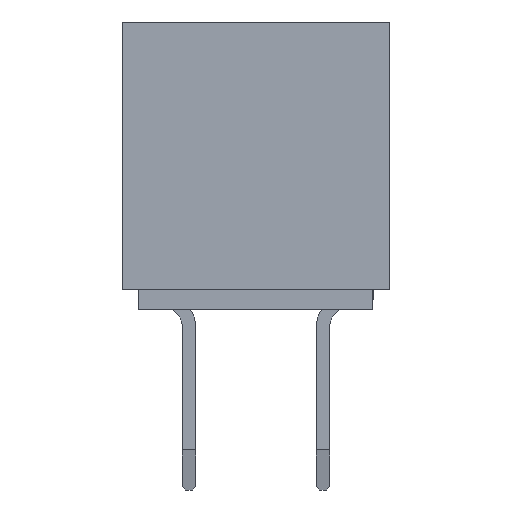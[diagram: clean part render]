
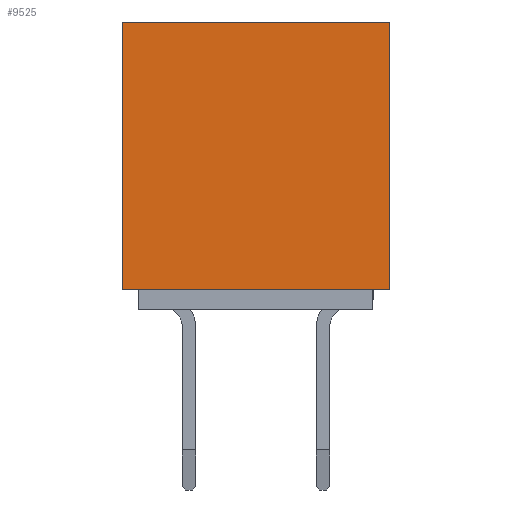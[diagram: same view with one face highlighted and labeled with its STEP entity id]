
A CAD part, left-side view. The second image highlights one B-rep face of the part: STEP entity #9525.
In plain terms, the highlighted planar face has unit normal (-1, 0, 0).
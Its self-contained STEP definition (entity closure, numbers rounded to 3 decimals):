
#678=ORIENTED_EDGE('',*,*,#3414,.T.);
#679=ORIENTED_EDGE('',*,*,#3415,.T.);
#680=ORIENTED_EDGE('',*,*,#3058,.T.);
#681=ORIENTED_EDGE('',*,*,#3416,.F.);
#3058=EDGE_CURVE('',#4439,#4437,#5300,.T.);
#3414=EDGE_CURVE('',#4770,#4771,#5656,.T.);
#3415=EDGE_CURVE('',#4771,#4439,#5657,.T.);
#3416=EDGE_CURVE('',#4770,#4437,#5658,.T.);
#4437=VERTEX_POINT('',#13286);
#4439=VERTEX_POINT('',#13289);
#4770=VERTEX_POINT('',#14024);
#4771=VERTEX_POINT('',#14025);
#5300=LINE('',#13288,#6604);
#5656=LINE('',#14023,#6960);
#5657=LINE('',#14026,#6961);
#5658=LINE('',#14027,#6962);
#6604=VECTOR('',#10703,1000.);
#6960=VECTOR('',#11155,1000.);
#6961=VECTOR('',#11156,1000.);
#6962=VECTOR('',#11157,1000.);
#7924=EDGE_LOOP('',(#678,#679,#680,#681));
#8496=FACE_BOUND('',#7924,.T.);
#9044=PLANE('',#10075);
#9525=ADVANCED_FACE('',(#8496),#9044,.T.);
#10075=AXIS2_PLACEMENT_3D('',#14022,#11153,#11154);
#10703=DIRECTION('',(0.,1.,0.));
#11153=DIRECTION('',(-1.,0.,0.));
#11154=DIRECTION('',(0.,0.,1.));
#11155=DIRECTION('',(0.,-1.,0.));
#11156=DIRECTION('',(0.,0.,1.));
#11157=DIRECTION('',(0.,0.,1.));
#13286=CARTESIAN_POINT('',(-12.3,2.,2.15));
#13288=CARTESIAN_POINT('',(-12.3,-2.,2.15));
#13289=CARTESIAN_POINT('',(-12.3,-2.,2.15));
#14022=CARTESIAN_POINT('',(-12.3,-2.,-2.15));
#14023=CARTESIAN_POINT('',(-12.3,2.,-1.85));
#14024=CARTESIAN_POINT('',(-12.3,2.,-1.85));
#14025=CARTESIAN_POINT('',(-12.3,-2.,-1.85));
#14026=CARTESIAN_POINT('',(-12.3,-2.,-2.15));
#14027=CARTESIAN_POINT('',(-12.3,2.,-2.15));
